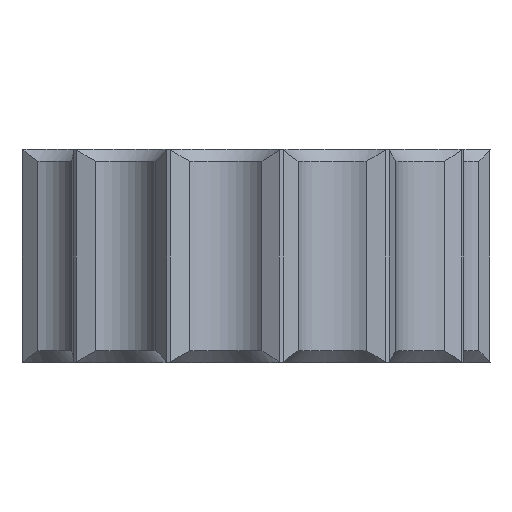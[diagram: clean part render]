
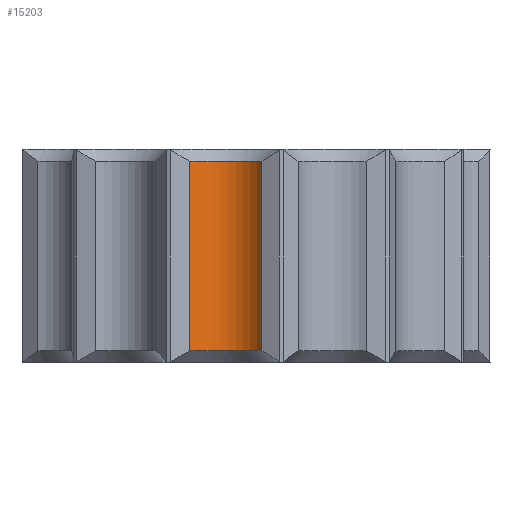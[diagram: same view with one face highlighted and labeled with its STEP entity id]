
A CAD part, left-side view. The second image highlights one B-rep face of the part: STEP entity #15203.
In plain terms, the highlighted cylindrical face has radius 12.5 mm (diameter 25 mm), a partial arc.
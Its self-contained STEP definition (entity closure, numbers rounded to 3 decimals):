
#1220 = CONICAL_SURFACE('',#1221,12.5,0.785);
#1221 = AXIS2_PLACEMENT_3D('',#1222,#1223,#1224);
#1222 = CARTESIAN_POINT('',(-64.526,7.835,-3.));
#1223 = DIRECTION('',(0.,0.,1.));
#1224 = DIRECTION('',(0.372,-0.928,0.));
#6844 = CONICAL_SURFACE('',#6845,12.5,0.785);
#6845 = AXIS2_PLACEMENT_3D('',#6846,#6847,#6848);
#6846 = CARTESIAN_POINT('',(-64.526,7.835,-51.));
#6847 = DIRECTION('',(-0.,-0.,-1.));
#6848 = DIRECTION('',(0.372,-0.928,0.));
#6875 = B_SPLINE_SURFACE_WITH_KNOTS('',1,2,(
    (#6876,#6877,#6878,#6879,#6880)
    ,(#6881,#6882,#6883,#6884,#6885
    )),.UNSPECIFIED.,.F.,.F.,.F.,(2,2),(3,1,1,3),(0.,54.),(-3.305,
    0.,54.,57.305),.UNSPECIFIED.);
#6876 = CARTESIAN_POINT('',(-55.029,15.962,-57.305));
#6877 = CARTESIAN_POINT('',(-55.029,15.962,-55.652));
#6878 = CARTESIAN_POINT('',(-55.029,15.962,-27.));
#6879 = CARTESIAN_POINT('',(-55.029,15.962,1.652));
#6880 = CARTESIAN_POINT('',(-55.029,15.962,3.305));
#6881 = CARTESIAN_POINT('',(-56.268,20.83,-57.305));
#6882 = CARTESIAN_POINT('',(-56.268,20.83,-55.652));
#6883 = CARTESIAN_POINT('',(-56.268,20.83,-27.));
#6884 = CARTESIAN_POINT('',(-56.268,20.83,1.652));
#6885 = CARTESIAN_POINT('',(-56.268,20.83,3.305));
#7143 = VERTEX_POINT('',#7144);
#7144 = CARTESIAN_POINT('',(-57.25,-2.329,-3.));
#7170 = B_SPLINE_SURFACE_WITH_KNOTS('',1,2,(
    (#7171,#7172,#7173,#7174,#7175)
    ,(#7176,#7177,#7178,#7179,#7180
    )),.UNSPECIFIED.,.F.,.F.,.F.,(2,2),(3,1,1,3),(0.,54.),(-3.305,
    0.,54.,57.305),.UNSPECIFIED.);
#7171 = CARTESIAN_POINT('',(-59.618,-6.759,-57.305));
#7172 = CARTESIAN_POINT('',(-59.618,-6.759,-55.652));
#7173 = CARTESIAN_POINT('',(-59.618,-6.759,-27.));
#7174 = CARTESIAN_POINT('',(-59.618,-6.759,1.652));
#7175 = CARTESIAN_POINT('',(-59.618,-6.759,3.305));
#7176 = CARTESIAN_POINT('',(-57.25,-2.329,-57.305));
#7177 = CARTESIAN_POINT('',(-57.25,-2.329,-55.652));
#7178 = CARTESIAN_POINT('',(-57.25,-2.329,-27.));
#7179 = CARTESIAN_POINT('',(-57.25,-2.329,1.652));
#7180 = CARTESIAN_POINT('',(-57.25,-2.329,3.305));
#7223 = VERTEX_POINT('',#7224);
#7224 = CARTESIAN_POINT('',(-55.029,15.962,-3.));
#7324 = EDGE_CURVE('',#7143,#7223,#7325,.T.);
#7325 = SURFACE_CURVE('',#7326,(#7331,#7338),.PCURVE_S1.);
#7326 = CIRCLE('',#7327,12.5);
#7327 = AXIS2_PLACEMENT_3D('',#7328,#7329,#7330);
#7328 = CARTESIAN_POINT('',(-64.526,7.835,-3.));
#7329 = DIRECTION('',(-0.,0.,1.));
#7330 = DIRECTION('',(0.372,-0.928,0.));
#7331 = PCURVE('',#1220,#7332);
#7332 = DEFINITIONAL_REPRESENTATION('',(#7333),#7337);
#7333 = LINE('',#7334,#7335);
#7334 = CARTESIAN_POINT('',(0.,-0.));
#7335 = VECTOR('',#7336,1.);
#7336 = DIRECTION('',(1.,-0.));
#7337 = ( GEOMETRIC_REPRESENTATION_CONTEXT(2) 
PARAMETRIC_REPRESENTATION_CONTEXT() REPRESENTATION_CONTEXT('2D SPACE',''
  ) );
#7338 = PCURVE('',#7339,#7344);
#7339 = CYLINDRICAL_SURFACE('',#7340,12.5);
#7340 = AXIS2_PLACEMENT_3D('',#7341,#7342,#7343);
#7341 = CARTESIAN_POINT('',(-64.526,7.835,0.));
#7342 = DIRECTION('',(0.,0.,1.));
#7343 = DIRECTION('',(0.121,0.993,0.));
#7344 = DEFINITIONAL_REPRESENTATION('',(#7345),#7349);
#7345 = LINE('',#7346,#7347);
#7346 = CARTESIAN_POINT('',(3.643,-3.));
#7347 = VECTOR('',#7348,1.);
#7348 = DIRECTION('',(1.,0.));
#7349 = ( GEOMETRIC_REPRESENTATION_CONTEXT(2) 
PARAMETRIC_REPRESENTATION_CONTEXT() REPRESENTATION_CONTEXT('2D SPACE',''
  ) );
#14949 = VERTEX_POINT('',#14950);
#14950 = CARTESIAN_POINT('',(-55.029,15.962,-51.));
#15050 = EDGE_CURVE('',#15051,#14949,#15053,.T.);
#15051 = VERTEX_POINT('',#15052);
#15052 = CARTESIAN_POINT('',(-57.25,-2.329,-51.));
#15053 = SURFACE_CURVE('',#15054,(#15059,#15066),.PCURVE_S1.);
#15054 = CIRCLE('',#15055,12.5);
#15055 = AXIS2_PLACEMENT_3D('',#15056,#15057,#15058);
#15056 = CARTESIAN_POINT('',(-64.526,7.835,-51.));
#15057 = DIRECTION('',(-0.,0.,1.));
#15058 = DIRECTION('',(0.372,-0.928,0.));
#15059 = PCURVE('',#6844,#15060);
#15060 = DEFINITIONAL_REPRESENTATION('',(#15061),#15065);
#15061 = LINE('',#15062,#15063);
#15062 = CARTESIAN_POINT('',(-0.,-0.));
#15063 = VECTOR('',#15064,1.);
#15064 = DIRECTION('',(-1.,-0.));
#15065 = ( GEOMETRIC_REPRESENTATION_CONTEXT(2) 
PARAMETRIC_REPRESENTATION_CONTEXT() REPRESENTATION_CONTEXT('2D SPACE',''
  ) );
#15066 = PCURVE('',#7339,#15067);
#15067 = DEFINITIONAL_REPRESENTATION('',(#15068),#15072);
#15068 = LINE('',#15069,#15070);
#15069 = CARTESIAN_POINT('',(3.643,-51.));
#15070 = VECTOR('',#15071,1.);
#15071 = DIRECTION('',(1.,0.));
#15072 = ( GEOMETRIC_REPRESENTATION_CONTEXT(2) 
PARAMETRIC_REPRESENTATION_CONTEXT() REPRESENTATION_CONTEXT('2D SPACE',''
  ) );
#15119 = EDGE_CURVE('',#14949,#7223,#15120,.T.);
#15120 = SURFACE_CURVE('',#15121,(#15127,#15134),.PCURVE_S1.);
#15121 = B_SPLINE_CURVE_WITH_KNOTS('',2,(#15122,#15123,#15124,#15125,
    #15126),.UNSPECIFIED.,.F.,.F.,(3,1,1,3),(-3.305,0.
    ,54.,57.305),.UNSPECIFIED.);
#15122 = CARTESIAN_POINT('',(-55.029,15.962,-57.305));
#15123 = CARTESIAN_POINT('',(-55.029,15.962,-55.652));
#15124 = CARTESIAN_POINT('',(-55.029,15.962,-27.));
#15125 = CARTESIAN_POINT('',(-55.029,15.962,1.652));
#15126 = CARTESIAN_POINT('',(-55.029,15.962,3.305));
#15127 = PCURVE('',#6875,#15128);
#15128 = DEFINITIONAL_REPRESENTATION('',(#15129),#15133);
#15129 = LINE('',#15130,#15131);
#15130 = CARTESIAN_POINT('',(0.,0.));
#15131 = VECTOR('',#15132,1.);
#15132 = DIRECTION('',(0.,1.));
#15133 = ( GEOMETRIC_REPRESENTATION_CONTEXT(2) 
PARAMETRIC_REPRESENTATION_CONTEXT() REPRESENTATION_CONTEXT('2D SPACE',''
  ) );
#15134 = PCURVE('',#7339,#15135);
#15135 = DEFINITIONAL_REPRESENTATION('',(#15136),#15139);
#15136 = B_SPLINE_CURVE_WITH_KNOTS('',1,(#15137,#15138),.UNSPECIFIED.,
  .F.,.F.,(2,2),(0.,54.),.PIECEWISE_BEZIER_KNOTS.);
#15137 = CARTESIAN_POINT('',(5.541,-54.));
#15138 = CARTESIAN_POINT('',(5.541,0.));
#15139 = ( GEOMETRIC_REPRESENTATION_CONTEXT(2) 
PARAMETRIC_REPRESENTATION_CONTEXT() REPRESENTATION_CONTEXT('2D SPACE',''
  ) );
#15180 = EDGE_CURVE('',#15051,#7143,#15181,.T.);
#15181 = SURFACE_CURVE('',#15182,(#15188,#15195),.PCURVE_S1.);
#15182 = B_SPLINE_CURVE_WITH_KNOTS('',2,(#15183,#15184,#15185,#15186,
    #15187),.UNSPECIFIED.,.F.,.F.,(3,1,1,3),(-3.305,0.
    ,54.,57.305),.UNSPECIFIED.);
#15183 = CARTESIAN_POINT('',(-57.25,-2.329,-57.305));
#15184 = CARTESIAN_POINT('',(-57.25,-2.329,-55.652));
#15185 = CARTESIAN_POINT('',(-57.25,-2.329,-27.));
#15186 = CARTESIAN_POINT('',(-57.25,-2.329,1.652));
#15187 = CARTESIAN_POINT('',(-57.25,-2.329,3.305));
#15188 = PCURVE('',#7170,#15189);
#15189 = DEFINITIONAL_REPRESENTATION('',(#15190),#15194);
#15190 = LINE('',#15191,#15192);
#15191 = CARTESIAN_POINT('',(54.,0.));
#15192 = VECTOR('',#15193,1.);
#15193 = DIRECTION('',(0.,1.));
#15194 = ( GEOMETRIC_REPRESENTATION_CONTEXT(2) 
PARAMETRIC_REPRESENTATION_CONTEXT() REPRESENTATION_CONTEXT('2D SPACE',''
  ) );
#15195 = PCURVE('',#7339,#15196);
#15196 = DEFINITIONAL_REPRESENTATION('',(#15197),#15200);
#15197 = B_SPLINE_CURVE_WITH_KNOTS('',1,(#15198,#15199),.UNSPECIFIED.,
  .F.,.F.,(2,2),(0.,54.),.PIECEWISE_BEZIER_KNOTS.);
#15198 = CARTESIAN_POINT('',(3.884,-54.));
#15199 = CARTESIAN_POINT('',(3.884,0.));
#15200 = ( GEOMETRIC_REPRESENTATION_CONTEXT(2) 
PARAMETRIC_REPRESENTATION_CONTEXT() REPRESENTATION_CONTEXT('2D SPACE',''
  ) );
#15203 = ADVANCED_FACE('',(#15204),#7339,.F.);
#15204 = FACE_BOUND('',#15205,.F.);
#15205 = EDGE_LOOP('',(#15206,#15207,#15208,#15209));
#15206 = ORIENTED_EDGE('',*,*,#7324,.F.);
#15207 = ORIENTED_EDGE('',*,*,#15180,.F.);
#15208 = ORIENTED_EDGE('',*,*,#15050,.T.);
#15209 = ORIENTED_EDGE('',*,*,#15119,.T.);
